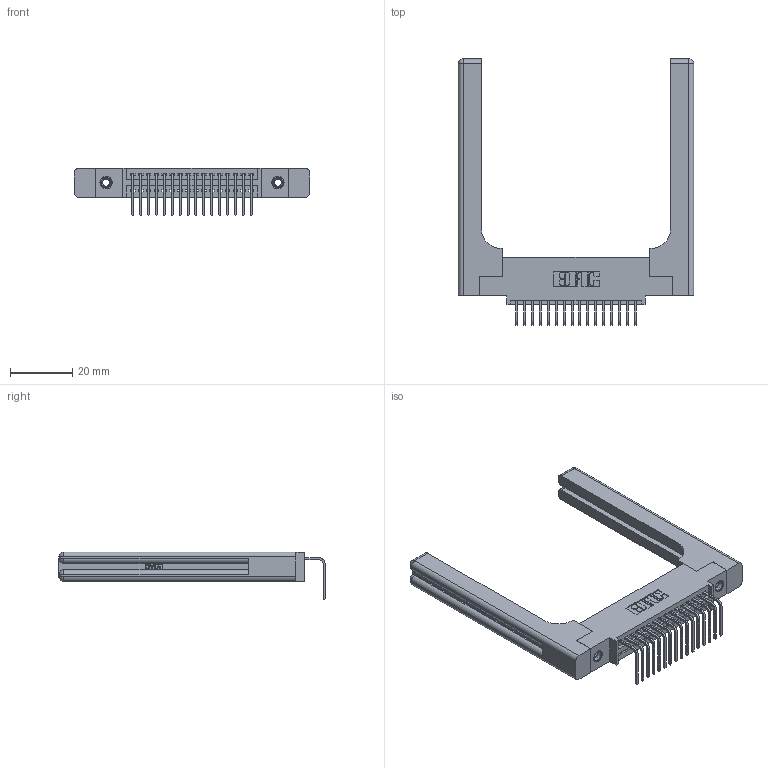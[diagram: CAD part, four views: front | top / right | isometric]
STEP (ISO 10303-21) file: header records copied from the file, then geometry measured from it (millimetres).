
FILE_DESCRIPTION (( 'STEP AP203' ), '1' );
FILE_NAME ('345-016-558-458.STEP', '2019-10-10T12:10:52', ( '' ), ( '' ), 'SwSTEP 2.0', 'SolidWorks 2016', '' );
FILE_SCHEMA (( 'CONFIG_CONTROL_DESIGN' ));
Length unit declared in the file: inch
Products named in the file (5): 345-292-001_558 Tail - 2; 345-250-001_345-250-001-102; 345-220-058_345-220-058; 345-016-558-458; 345 Part_0.110 Offset - 0.156 Dia-TH
Assembly tree (21 placements, depth 2):
  345-016-558-458
    345 Part_0.110 Offset - 0.156 Dia-TH
    345-292-001_558 Tail - 2  x16
    345-250-001_345-250-001-102  x2
    345-220-058_345-220-058  x2
Bounding box: 75.67 x 85.59 x 15.37 mm (x, y, z)
Volume: 15458.8 mm3; surface area: 14588.4 mm2
Topology: 21 solids, 21 shells, 1346 faces, 3931 edges, 2578 vertices
Faces by surface type: plane 904, cylinder 382, bspline 36, cone 12, sphere 8, torus 4
Entity records: 20940 total; most frequent: CARTESIAN_POINT 4601, ORIENTED_EDGE 3348, DIRECTION 3002, EDGE_CURVE 1674, LINE 1386, VECTOR 1386, VERTEX_POINT 1106, AXIS2_PLACEMENT_3D 808
